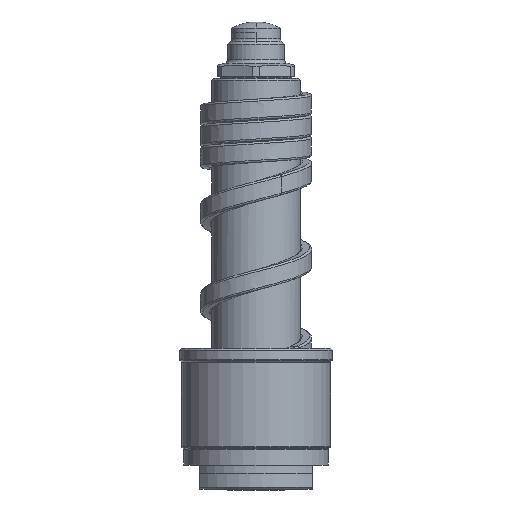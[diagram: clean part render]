
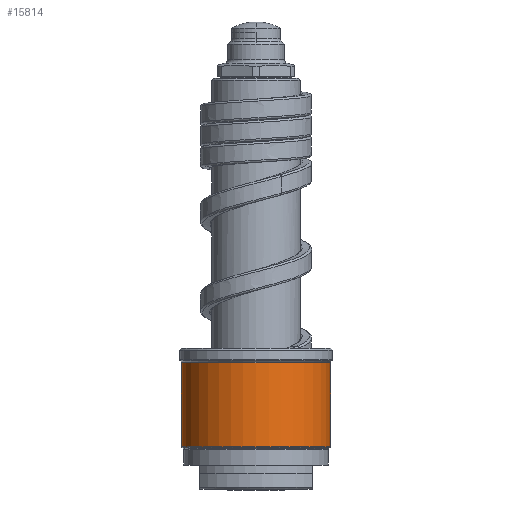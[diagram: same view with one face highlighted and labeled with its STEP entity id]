
A CAD part, front view. The second image highlights one B-rep face of the part: STEP entity #15814.
In plain terms, the highlighted cylindrical face has radius 18.5 mm (diameter 37 mm), a partial arc.
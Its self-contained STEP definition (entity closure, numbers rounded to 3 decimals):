
#5957=CARTESIAN_POINT('',(0.,0.,10.583));
#5958=DIRECTION('',(0.,0.,1.));
#5959=DIRECTION('',(-1.,0.,0.));
#5960=AXIS2_PLACEMENT_3D('',#5957,#5958,#5959);
#5962=DIRECTION('',(0.,0.,-1.));
#5963=VECTOR('',#5962,20.834);
#5964=CARTESIAN_POINT('',(-18.5,0.,31.417));
#5965=LINE('',#5964,#5963);
#5966=CARTESIAN_POINT('',(0.,0.,31.417));
#5967=DIRECTION('',(0.,0.,1.));
#5968=DIRECTION('',(-1.,0.,0.));
#5969=AXIS2_PLACEMENT_3D('',#5966,#5967,#5968);
#5971=DIRECTION('',(0.,0.,-1.));
#5972=VECTOR('',#5971,20.834);
#5973=CARTESIAN_POINT('',(18.5,0.,31.417));
#5974=LINE('',#5973,#5972);
#6311=CARTESIAN_POINT('',(18.5,0.,31.417));
#6312=CARTESIAN_POINT('',(-18.5,0.,31.417));
#6313=VERTEX_POINT('',#6311);
#6314=VERTEX_POINT('',#6312);
#6337=CARTESIAN_POINT('',(18.5,0.,10.583));
#6338=VERTEX_POINT('',#6337);
#6339=CARTESIAN_POINT('',(-18.5,0.,10.583));
#6340=VERTEX_POINT('',#6339);
#15802=CARTESIAN_POINT('',(0.,0.,8.75));
#15803=DIRECTION('',(0.,0.,1.));
#15804=DIRECTION('',(-1.,0.,0.));
#15805=AXIS2_PLACEMENT_3D('',#15802,#15803,#15804);
#15806=CYLINDRICAL_SURFACE('',#15805,18.5);
#15807=ORIENTED_EDGE('',*,*,#13755,.F.);
#15808=ORIENTED_EDGE('',*,*,#13736,.F.);
#15810=ORIENTED_EDGE('',*,*,#15809,.T.);
#15811=ORIENTED_EDGE('',*,*,#13732,.T.);
#15812=EDGE_LOOP('',(#15807,#15808,#15810,#15811));
#15813=FACE_OUTER_BOUND('',#15812,.F.);
#5961=CIRCLE('',#5960,18.5);
#5970=CIRCLE('',#5969,18.5);
#13732=EDGE_CURVE('',#6313,#6338,#5974,.T.);
#13736=EDGE_CURVE('',#6314,#6340,#5965,.T.);
#13755=EDGE_CURVE('',#6340,#6338,#5961,.T.);
#15809=EDGE_CURVE('',#6314,#6313,#5970,.T.);
#15814=ADVANCED_FACE('',(#15813),#15806,.T.);
